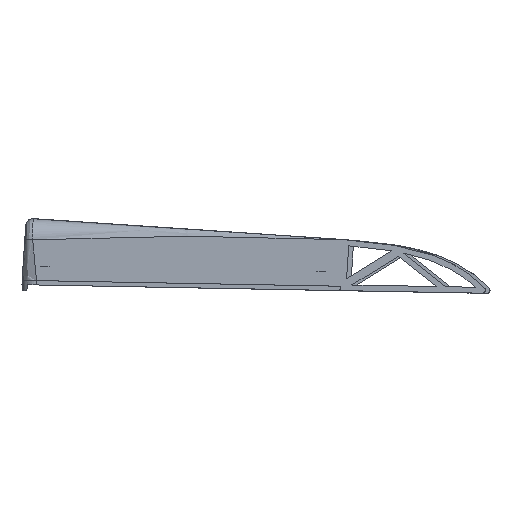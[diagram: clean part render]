
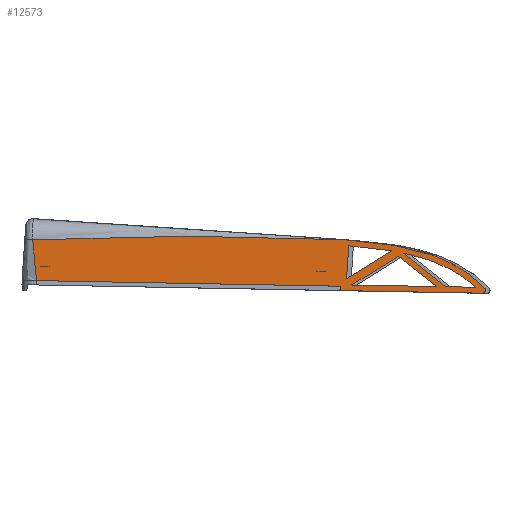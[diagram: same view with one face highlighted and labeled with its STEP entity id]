
A CAD part, left-side view. The second image highlights one B-rep face of the part: STEP entity #12573.
In plain terms, the highlighted planar face has unit normal (-1, 0, 0).
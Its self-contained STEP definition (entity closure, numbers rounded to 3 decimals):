
#448=FACE_BOUND('',#5028,.T.);
#449=FACE_BOUND('',#5029,.T.);
#450=FACE_BOUND('',#5030,.T.);
#801=CIRCLE('',#13513,1.);
#802=CIRCLE('',#13516,1.);
#1696=LINE('',#21132,#2914);
#1699=LINE('',#21138,#2917);
#1702=LINE('',#21144,#2920);
#1705=LINE('',#21150,#2923);
#1708=LINE('',#21155,#2926);
#1710=LINE('',#21179,#2928);
#1712=LINE('',#21183,#2930);
#1713=LINE('',#21185,#2931);
#1715=LINE('',#21201,#2933);
#1718=LINE('',#21209,#2936);
#1723=LINE('',#21241,#2941);
#2914=VECTOR('',#15989,10.);
#2917=VECTOR('',#15994,10.);
#2920=VECTOR('',#15999,10.);
#2923=VECTOR('',#16004,10.);
#2926=VECTOR('',#16009,10.);
#2928=VECTOR('',#16013,10.);
#2930=VECTOR('',#16017,10.);
#2931=VECTOR('',#16020,10.);
#2933=VECTOR('',#16024,10.);
#2936=VECTOR('',#16033,10.);
#2941=VECTOR('',#16076,10.);
#3704=PLANE('',#13536);
#4247=FACE_OUTER_BOUND('',#5027,.T.);
#5027=EDGE_LOOP('',(#10509,#10510,#10511,#10512,#10513,#10514,#10515,#10516,
#10517));
#5028=EDGE_LOOP('',(#10518,#10519,#10520));
#5029=EDGE_LOOP('',(#10521,#10522,#10523));
#5030=EDGE_LOOP('',(#10524,#10525,#10526));
#5455=B_SPLINE_CURVE_WITH_KNOTS('',3,(#20801,#20802,#20803,#20804,#20805,
#20806),.UNSPECIFIED.,.F.,.F.,(4,1,1,4),(-19.311,-19.128,
-18.712,-17.88),.UNSPECIFIED.);
#5461=B_SPLINE_CURVE_WITH_KNOTS('',3,(#21012,#21013,#21014,#21015,#21016,
#21017,#21018),.UNSPECIFIED.,.F.,.F.,(4,1,1,1,4),(-2.465,1.333,
3.624,5.152,8.206),.UNSPECIFIED.);
#5464=B_SPLINE_CURVE_WITH_KNOTS('',5,(#21117,#21118,#21119,#21120,#21121,
#21122,#21123,#21124,#21125,#21126),.UNSPECIFIED.,.F.,.F.,(6,1,1,1,1,6),
(0.,0.2,0.4,0.6,0.8,0.993),.UNSPECIFIED.);
#5465=B_SPLINE_CURVE_WITH_KNOTS('',3,(#21172,#21173,#21174,#21175,#21176,
#21177),.UNSPECIFIED.,.F.,.F.,(4,2,4),(0.399,0.78,
0.949),.UNSPECIFIED.);
#5466=B_SPLINE_CURVE_WITH_KNOTS('',3,(#21196,#21197,#21198,#21199),
 .UNSPECIFIED.,.F.,.F.,(4,4),(0.037,0.32),
 .UNSPECIFIED.);
#6078=VERTEX_POINT('',#20708);
#6080=VERTEX_POINT('',#20790);
#6105=VERTEX_POINT('',#21011);
#6116=VERTEX_POINT('',#21116);
#6117=VERTEX_POINT('',#21129);
#6118=VERTEX_POINT('',#21131);
#6119=VERTEX_POINT('',#21135);
#6120=VERTEX_POINT('',#21137);
#6121=VERTEX_POINT('',#21141);
#6122=VERTEX_POINT('',#21143);
#6123=VERTEX_POINT('',#21147);
#6124=VERTEX_POINT('',#21149);
#6125=VERTEX_POINT('',#21153);
#6126=VERTEX_POINT('',#21170);
#6127=VERTEX_POINT('',#21181);
#6128=VERTEX_POINT('',#21194);
#6129=VERTEX_POINT('',#21203);
#6130=VERTEX_POINT('',#21207);
#7603=EDGE_CURVE('',#6080,#6078,#5455,.T.);
#7631=EDGE_CURVE('',#6078,#6105,#5461,.T.);
#7645=EDGE_CURVE('',#6105,#6116,#5464,.T.);
#7648=EDGE_CURVE('',#6118,#6117,#1696,.T.);
#7651=EDGE_CURVE('',#6120,#6119,#1699,.T.);
#7654=EDGE_CURVE('',#6122,#6121,#1702,.T.);
#7657=EDGE_CURVE('',#6123,#6124,#1705,.T.);
#7660=EDGE_CURVE('',#6123,#6125,#1708,.T.);
#7662=EDGE_CURVE('',#6117,#6126,#5465,.T.);
#7663=EDGE_CURVE('',#6126,#6118,#1710,.T.);
#7665=EDGE_CURVE('',#6119,#6127,#1712,.T.);
#7666=EDGE_CURVE('',#6127,#6120,#1713,.T.);
#7668=EDGE_CURVE('',#6121,#6128,#5466,.T.);
#7669=EDGE_CURVE('',#6128,#6122,#1715,.T.);
#7671=EDGE_CURVE('',#6125,#6129,#801,.T.);
#7673=EDGE_CURVE('',#6130,#6129,#1718,.T.);
#7674=EDGE_CURVE('',#6130,#6116,#802,.T.);
#7687=EDGE_CURVE('',#6080,#6124,#1723,.T.);
#10509=ORIENTED_EDGE('',*,*,#7603,.F.);
#10510=ORIENTED_EDGE('',*,*,#7687,.T.);
#10511=ORIENTED_EDGE('',*,*,#7657,.F.);
#10512=ORIENTED_EDGE('',*,*,#7660,.T.);
#10513=ORIENTED_EDGE('',*,*,#7671,.T.);
#10514=ORIENTED_EDGE('',*,*,#7673,.F.);
#10515=ORIENTED_EDGE('',*,*,#7674,.T.);
#10516=ORIENTED_EDGE('',*,*,#7645,.F.);
#10517=ORIENTED_EDGE('',*,*,#7631,.F.);
#10518=ORIENTED_EDGE('',*,*,#7648,.T.);
#10519=ORIENTED_EDGE('',*,*,#7662,.T.);
#10520=ORIENTED_EDGE('',*,*,#7663,.T.);
#10521=ORIENTED_EDGE('',*,*,#7651,.T.);
#10522=ORIENTED_EDGE('',*,*,#7665,.T.);
#10523=ORIENTED_EDGE('',*,*,#7666,.T.);
#10524=ORIENTED_EDGE('',*,*,#7654,.T.);
#10525=ORIENTED_EDGE('',*,*,#7668,.T.);
#10526=ORIENTED_EDGE('',*,*,#7669,.T.);
#12573=ADVANCED_FACE('',(#4247,#448,#449,#450),#3704,.T.);
#13513=AXIS2_PLACEMENT_3D('',#21205,#16028,#16029);
#13516=AXIS2_PLACEMENT_3D('',#21211,#16036,#16037);
#13536=AXIS2_PLACEMENT_3D('',#21260,#16090,#16091);
#15989=DIRECTION('',(0.,0.567,-0.824));
#15994=DIRECTION('',(0.,0.583,0.812));
#15999=DIRECTION('',(0.,1.,0.));
#16004=DIRECTION('',(0.,0.999,-0.049));
#16009=DIRECTION('',(0.,0.049,0.999));
#16013=DIRECTION('',(0.,-0.049,-0.999));
#16017=DIRECTION('',(0.,-0.567,0.824));
#16020=DIRECTION('',(0.,-0.049,-0.999));
#16024=DIRECTION('',(0.,-0.583,-0.812));
#16028=DIRECTION('center_axis',(-1.,0.,0.));
#16029=DIRECTION('ref_axis',(0.,-0.999,0.049));
#16033=DIRECTION('',(0.,-0.999,0.049));
#16036=DIRECTION('center_axis',(-1.,0.,0.));
#16037=DIRECTION('ref_axis',(0.,0.049,0.999));
#16076=DIRECTION('',(0.,0.049,0.999));
#16090=DIRECTION('center_axis',(-1.,0.,0.));
#16091=DIRECTION('ref_axis',(0.,0.,1.));
#20708=CARTESIAN_POINT('',(-10.,7.177,0.282));
#20790=CARTESIAN_POINT('',(-10.,-6.759,2.535));
#20801=CARTESIAN_POINT('Ctrl Pts',(-10.,-6.759,
2.535));
#20802=CARTESIAN_POINT('Ctrl Pts',(-10.,-6.172,
2.417));
#20803=CARTESIAN_POINT('Ctrl Pts',(-10.,-4.251,
2.03));
#20804=CARTESIAN_POINT('Ctrl Pts',(-10.,0.36,
1.176));
#20805=CARTESIAN_POINT('Ctrl Pts',(-10.,4.42,0.506));
#20806=CARTESIAN_POINT('Ctrl Pts',(-10.,7.177,0.282));
#21011=CARTESIAN_POINT('',(-10.,14.4,107.));
#21012=CARTESIAN_POINT('Ctrl Pts',(-10.,7.177,0.282));
#21013=CARTESIAN_POINT('Ctrl Pts',(-10.,8.477,12.944));
#21014=CARTESIAN_POINT('Ctrl Pts',(-10.,10.547,33.243));
#21015=CARTESIAN_POINT('Ctrl Pts',(-10.,12.385,58.633));
#21016=CARTESIAN_POINT('Ctrl Pts',(-10.,13.519,81.544));
#21017=CARTESIAN_POINT('Ctrl Pts',(-10.,14.05,96.817));
#21018=CARTESIAN_POINT('Ctrl Pts',(-10.,14.4,107.));
#21116=CARTESIAN_POINT('',(-10.,1.05,156.635));
#21117=CARTESIAN_POINT('Ctrl Pts',(-10.,14.4,107.));
#21118=CARTESIAN_POINT('Ctrl Pts',(-10.,14.419,109.172));
#21119=CARTESIAN_POINT('Ctrl Pts',(-10.,14.392,113.496));
#21120=CARTESIAN_POINT('Ctrl Pts',(-10.,14.154,119.922));
#21121=CARTESIAN_POINT('Ctrl Pts',(-10.,13.415,128.359));
#21122=CARTESIAN_POINT('Ctrl Pts',(-10.,11.463,138.508));
#21123=CARTESIAN_POINT('Ctrl Pts',(-10.,8.566,146.198));
#21124=CARTESIAN_POINT('Ctrl Pts',(-10.,5.281,151.603));
#21125=CARTESIAN_POINT('Ctrl Pts',(-10.,2.536,155.007));
#21126=CARTESIAN_POINT('Ctrl Pts',(-10.,1.05,156.635));
#21129=CARTESIAN_POINT('',(-10.,11.18,127.941));
#21131=CARTESIAN_POINT('',(-10.,0.603,143.298));
#21132=CARTESIAN_POINT('',(-10.,11.18,127.941));
#21135=CARTESIAN_POINT('',(-10.,9.949,126.227));
#21137=CARTESIAN_POINT('',(-10.,-0.976,111.));
#21138=CARTESIAN_POINT('',(-10.,-0.976,111.));
#21141=CARTESIAN_POINT('',(-10.,12.406,109.));
#21143=CARTESIAN_POINT('',(-10.,1.,109.));
#21144=CARTESIAN_POINT('',(-10.,12.406,109.));
#21147=CARTESIAN_POINT('',(-10.,-3.171,107.073));
#21149=CARTESIAN_POINT('',(-10.,-1.673,107.));
#21150=CARTESIAN_POINT('',(-10.,-3.171,107.073));
#21153=CARTESIAN_POINT('',(-10.,-0.777,156.015));
#21155=CARTESIAN_POINT('',(-10.,-3.171,107.073));
#21170=CARTESIAN_POINT('',(-10.,1.103,153.517));
#21172=CARTESIAN_POINT('Ctrl Pts',(-10.,11.18,127.941));
#21173=CARTESIAN_POINT('Ctrl Pts',(-10.,10.258,134.393));
#21174=CARTESIAN_POINT('Ctrl Pts',(-10.,8.732,140.574));
#21175=CARTESIAN_POINT('Ctrl Pts',(-10.,4.563,148.766));
#21176=CARTESIAN_POINT('Ctrl Pts',(-10.,3.005,151.189));
#21177=CARTESIAN_POINT('Ctrl Pts',(-10.,1.103,153.517));
#21179=CARTESIAN_POINT('',(-10.,0.603,143.298));
#21181=CARTESIAN_POINT('',(-10.,0.443,140.03));
#21183=CARTESIAN_POINT('',(-10.,9.949,126.227));
#21185=CARTESIAN_POINT('',(-10.,-0.976,111.));
#21194=CARTESIAN_POINT('',(-10.,11.676,123.879));
#21196=CARTESIAN_POINT('Ctrl Pts',(-10.,12.406,109.));
#21197=CARTESIAN_POINT('Ctrl Pts',(-10.,12.394,114.043));
#21198=CARTESIAN_POINT('Ctrl Pts',(-10.,12.177,119.019));
#21199=CARTESIAN_POINT('Ctrl Pts',(-10.,11.676,123.879));
#21201=CARTESIAN_POINT('',(-10.,1.,109.));
#21203=CARTESIAN_POINT('',(-10.,0.271,156.965));
#21205=CARTESIAN_POINT('Origin',(-10.,0.222,155.966));
#21207=CARTESIAN_POINT('',(-10.,0.361,156.96));
#21209=CARTESIAN_POINT('',(-10.,0.361,156.96));
#21211=CARTESIAN_POINT('Origin',(-10.,0.312,155.962));
#21241=CARTESIAN_POINT('',(-10.,-4.336,52.292));
#21260=CARTESIAN_POINT('Origin',(-10.,-7.,-2.417));
